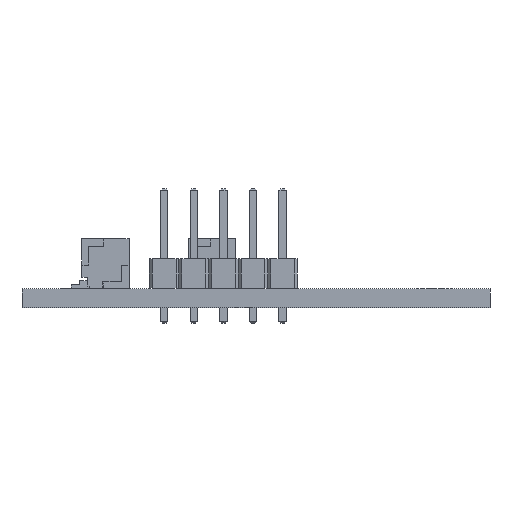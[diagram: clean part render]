
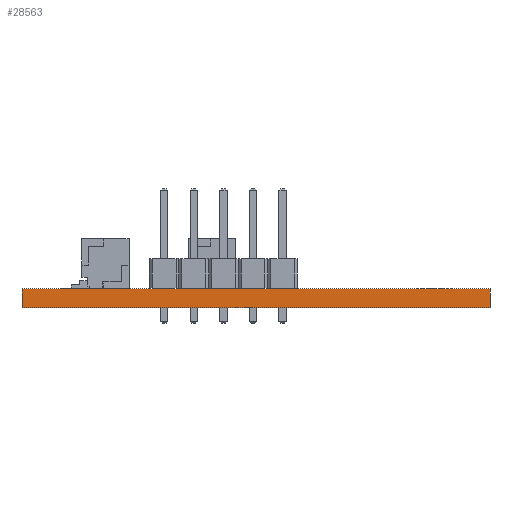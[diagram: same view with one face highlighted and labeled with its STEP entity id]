
A CAD part, left-side view. The second image highlights one B-rep face of the part: STEP entity #28563.
In plain terms, the highlighted planar face has unit normal (-1, 0, 0).
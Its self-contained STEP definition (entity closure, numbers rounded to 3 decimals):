
#28382 = PLANE('',#28383);
#28383 = AXIS2_PLACEMENT_3D('',#28384,#28385,#28386);
#28384 = CARTESIAN_POINT('',(147.066,-76.454,0.));
#28385 = DIRECTION('',(0.,-1.,0.));
#28386 = DIRECTION('',(-1.,0.,0.));
#28407 = VERTEX_POINT('',#28408);
#28408 = CARTESIAN_POINT('',(106.934,-76.454,1.6));
#28422 = PLANE('',#28423);
#28423 = AXIS2_PLACEMENT_3D('',#28424,#28425,#28426);
#28424 = CARTESIAN_POINT('',(127.,-96.52,1.6));
#28425 = DIRECTION('',(0.,0.,1.));
#28426 = DIRECTION('',(1.,0.,-0.));
#28434 = EDGE_CURVE('',#28435,#28407,#28437,.T.);
#28435 = VERTEX_POINT('',#28436);
#28436 = CARTESIAN_POINT('',(106.934,-76.454,0.));
#28437 = SURFACE_CURVE('',#28438,(#28442,#28449),.PCURVE_S1.);
#28438 = LINE('',#28439,#28440);
#28439 = CARTESIAN_POINT('',(106.934,-76.454,0.));
#28440 = VECTOR('',#28441,1.);
#28441 = DIRECTION('',(0.,0.,1.));
#28442 = PCURVE('',#28382,#28443);
#28443 = DEFINITIONAL_REPRESENTATION('',(#28444),#28448);
#28444 = LINE('',#28445,#28446);
#28445 = CARTESIAN_POINT('',(40.132,0.));
#28446 = VECTOR('',#28447,1.);
#28447 = DIRECTION('',(0.,-1.));
#28448 = ( GEOMETRIC_REPRESENTATION_CONTEXT(2) 
PARAMETRIC_REPRESENTATION_CONTEXT() REPRESENTATION_CONTEXT('2D SPACE',''
  ) );
#28449 = PCURVE('',#28450,#28455);
#28450 = PLANE('',#28451);
#28451 = AXIS2_PLACEMENT_3D('',#28452,#28453,#28454);
#28452 = CARTESIAN_POINT('',(106.934,-76.454,0.));
#28453 = DIRECTION('',(1.,0.,-0.));
#28454 = DIRECTION('',(0.,-1.,0.));
#28455 = DEFINITIONAL_REPRESENTATION('',(#28456),#28460);
#28456 = LINE('',#28457,#28458);
#28457 = CARTESIAN_POINT('',(0.,0.));
#28458 = VECTOR('',#28459,1.);
#28459 = DIRECTION('',(0.,-1.));
#28460 = ( GEOMETRIC_REPRESENTATION_CONTEXT(2) 
PARAMETRIC_REPRESENTATION_CONTEXT() REPRESENTATION_CONTEXT('2D SPACE',''
  ) );
#28476 = PLANE('',#28477);
#28477 = AXIS2_PLACEMENT_3D('',#28478,#28479,#28480);
#28478 = CARTESIAN_POINT('',(127.,-96.52,0.));
#28479 = DIRECTION('',(0.,0.,1.));
#28480 = DIRECTION('',(1.,0.,-0.));
#28509 = PLANE('',#28510);
#28510 = AXIS2_PLACEMENT_3D('',#28511,#28512,#28513);
#28511 = CARTESIAN_POINT('',(106.934,-116.586,0.));
#28512 = DIRECTION('',(0.,1.,0.));
#28513 = DIRECTION('',(1.,0.,0.));
#28563 = ADVANCED_FACE('',(#28564),#28450,.F.);
#28564 = FACE_BOUND('',#28565,.F.);
#28565 = EDGE_LOOP('',(#28566,#28567,#28590,#28613));
#28566 = ORIENTED_EDGE('',*,*,#28434,.T.);
#28567 = ORIENTED_EDGE('',*,*,#28568,.T.);
#28568 = EDGE_CURVE('',#28407,#28569,#28571,.T.);
#28569 = VERTEX_POINT('',#28570);
#28570 = CARTESIAN_POINT('',(106.934,-116.586,1.6));
#28571 = SURFACE_CURVE('',#28572,(#28576,#28583),.PCURVE_S1.);
#28572 = LINE('',#28573,#28574);
#28573 = CARTESIAN_POINT('',(106.934,-76.454,1.6));
#28574 = VECTOR('',#28575,1.);
#28575 = DIRECTION('',(0.,-1.,0.));
#28576 = PCURVE('',#28450,#28577);
#28577 = DEFINITIONAL_REPRESENTATION('',(#28578),#28582);
#28578 = LINE('',#28579,#28580);
#28579 = CARTESIAN_POINT('',(0.,-1.6));
#28580 = VECTOR('',#28581,1.);
#28581 = DIRECTION('',(1.,0.));
#28582 = ( GEOMETRIC_REPRESENTATION_CONTEXT(2) 
PARAMETRIC_REPRESENTATION_CONTEXT() REPRESENTATION_CONTEXT('2D SPACE',''
  ) );
#28583 = PCURVE('',#28422,#28584);
#28584 = DEFINITIONAL_REPRESENTATION('',(#28585),#28589);
#28585 = LINE('',#28586,#28587);
#28586 = CARTESIAN_POINT('',(-20.066,20.066));
#28587 = VECTOR('',#28588,1.);
#28588 = DIRECTION('',(0.,-1.));
#28589 = ( GEOMETRIC_REPRESENTATION_CONTEXT(2) 
PARAMETRIC_REPRESENTATION_CONTEXT() REPRESENTATION_CONTEXT('2D SPACE',''
  ) );
#28590 = ORIENTED_EDGE('',*,*,#28591,.F.);
#28591 = EDGE_CURVE('',#28592,#28569,#28594,.T.);
#28592 = VERTEX_POINT('',#28593);
#28593 = CARTESIAN_POINT('',(106.934,-116.586,0.));
#28594 = SURFACE_CURVE('',#28595,(#28599,#28606),.PCURVE_S1.);
#28595 = LINE('',#28596,#28597);
#28596 = CARTESIAN_POINT('',(106.934,-116.586,0.));
#28597 = VECTOR('',#28598,1.);
#28598 = DIRECTION('',(0.,0.,1.));
#28599 = PCURVE('',#28450,#28600);
#28600 = DEFINITIONAL_REPRESENTATION('',(#28601),#28605);
#28601 = LINE('',#28602,#28603);
#28602 = CARTESIAN_POINT('',(40.132,0.));
#28603 = VECTOR('',#28604,1.);
#28604 = DIRECTION('',(0.,-1.));
#28605 = ( GEOMETRIC_REPRESENTATION_CONTEXT(2) 
PARAMETRIC_REPRESENTATION_CONTEXT() REPRESENTATION_CONTEXT('2D SPACE',''
  ) );
#28606 = PCURVE('',#28509,#28607);
#28607 = DEFINITIONAL_REPRESENTATION('',(#28608),#28612);
#28608 = LINE('',#28609,#28610);
#28609 = CARTESIAN_POINT('',(0.,0.));
#28610 = VECTOR('',#28611,1.);
#28611 = DIRECTION('',(0.,-1.));
#28612 = ( GEOMETRIC_REPRESENTATION_CONTEXT(2) 
PARAMETRIC_REPRESENTATION_CONTEXT() REPRESENTATION_CONTEXT('2D SPACE',''
  ) );
#28613 = ORIENTED_EDGE('',*,*,#28614,.F.);
#28614 = EDGE_CURVE('',#28435,#28592,#28615,.T.);
#28615 = SURFACE_CURVE('',#28616,(#28620,#28627),.PCURVE_S1.);
#28616 = LINE('',#28617,#28618);
#28617 = CARTESIAN_POINT('',(106.934,-76.454,0.));
#28618 = VECTOR('',#28619,1.);
#28619 = DIRECTION('',(0.,-1.,0.));
#28620 = PCURVE('',#28450,#28621);
#28621 = DEFINITIONAL_REPRESENTATION('',(#28622),#28626);
#28622 = LINE('',#28623,#28624);
#28623 = CARTESIAN_POINT('',(0.,0.));
#28624 = VECTOR('',#28625,1.);
#28625 = DIRECTION('',(1.,0.));
#28626 = ( GEOMETRIC_REPRESENTATION_CONTEXT(2) 
PARAMETRIC_REPRESENTATION_CONTEXT() REPRESENTATION_CONTEXT('2D SPACE',''
  ) );
#28627 = PCURVE('',#28476,#28628);
#28628 = DEFINITIONAL_REPRESENTATION('',(#28629),#28633);
#28629 = LINE('',#28630,#28631);
#28630 = CARTESIAN_POINT('',(-20.066,20.066));
#28631 = VECTOR('',#28632,1.);
#28632 = DIRECTION('',(0.,-1.));
#28633 = ( GEOMETRIC_REPRESENTATION_CONTEXT(2) 
PARAMETRIC_REPRESENTATION_CONTEXT() REPRESENTATION_CONTEXT('2D SPACE',''
  ) );
